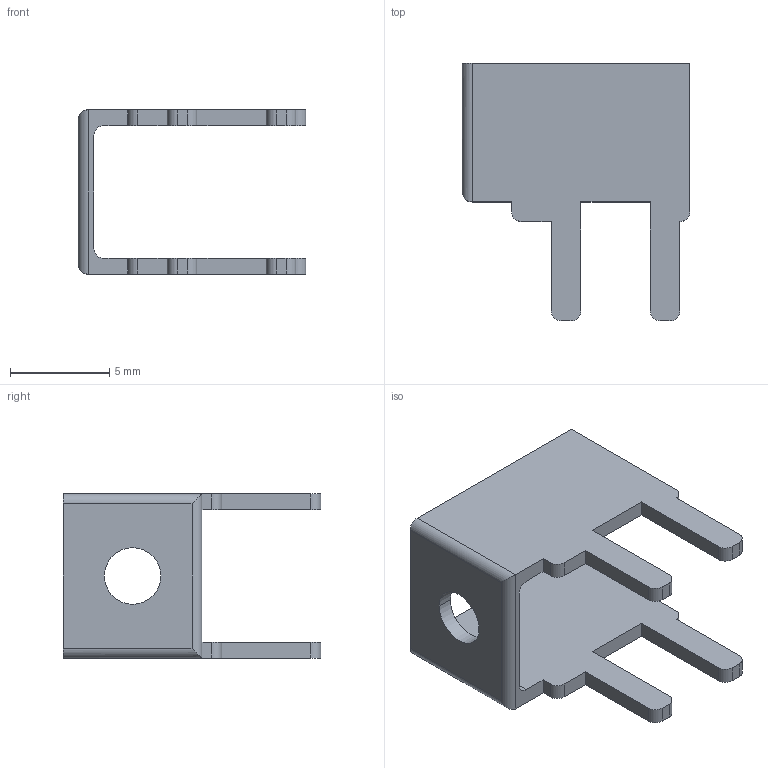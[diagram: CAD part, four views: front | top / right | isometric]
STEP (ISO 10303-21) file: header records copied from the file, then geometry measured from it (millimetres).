
FILE_DESCRIPTION (( 'STEP AP214' ), '1' );
FILE_NAME ('4CECEAC1-CA0C-4F7F-A5E7-ED4FF35281E3.STEP', '2024-05-06T06:42:40', ( '' ), ( '' ), 'SwSTEP 2.0', 'SolidWorks 2022', '' );
FILE_SCHEMA (( 'AUTOMOTIVE_DESIGN' ));
Length unit declared in the file: millimetre
Products named in the file (1): 4CECEAC1-CA0C-4F7F-A5E7-ED4FF35281E3
Bounding box: 11.5 x 13 x 8.3 mm (x, y, z)
Volume: 193.1 mm3; surface area: 578.2 mm2
Topology: 1 solids, 1 shells, 47 faces, 133 edges, 88 vertices
Faces by surface type: plane 28, cylinder 19
Entity records: 1563 total; most frequent: CARTESIAN_POINT 275, ORIENTED_EDGE 266, DIRECTION 261, EDGE_CURVE 133, LINE 97, VECTOR 97, VERTEX_POINT 88, AXIS2_PLACEMENT_3D 82
